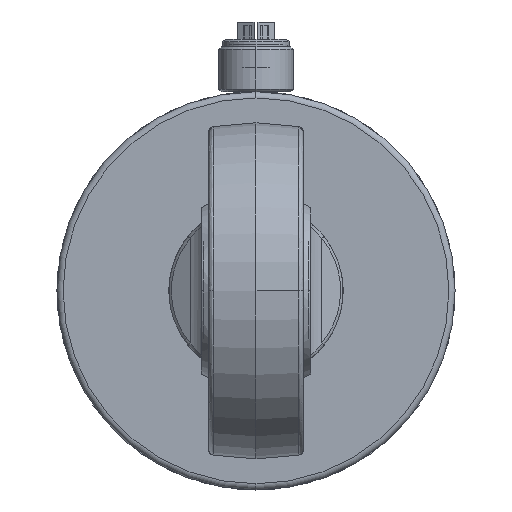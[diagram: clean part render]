
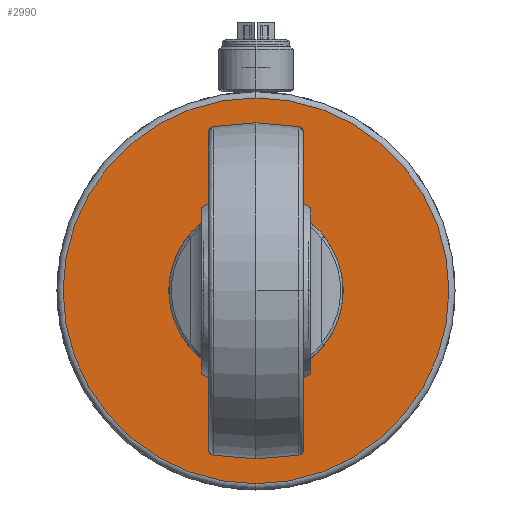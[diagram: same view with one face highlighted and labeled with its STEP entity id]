
A CAD part, left-side view. The second image highlights one B-rep face of the part: STEP entity #2990.
In plain terms, the highlighted planar face has unit normal (-1, 0, 0).
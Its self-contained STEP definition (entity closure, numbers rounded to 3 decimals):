
#646 = FACE_OUTER_BOUND ( 'NONE', #12257, .T. ) ;
#891 = DIRECTION ( 'NONE',  ( -1., 0., 0. ) ) ;
#1138 = CIRCLE ( 'NONE', #25936, 77.5 ) ;
#2412 = CARTESIAN_POINT ( 'NONE',  ( -16., 0., 0. ) ) ;
#2990 = ADVANCED_FACE ( 'NONE', ( #646, #8773 ), #4968, .T. ) ;
#2995 = DIRECTION ( 'NONE',  ( 0., 0., 1. ) ) ;
#3015 = VERTEX_POINT ( 'NONE', #5616 ) ;
#3029 = DIRECTION ( 'NONE',  ( 0., 0., -1. ) ) ;
#3081 = CARTESIAN_POINT ( 'NONE',  ( -16., 0., -3. ) ) ;
#3419 = EDGE_CURVE ( 'NONE', #25842, #22883, #4596, .T. ) ;
#3751 = AXIS2_PLACEMENT_3D ( 'NONE', #17370, #6713, #3029 ) ;
#3959 = DIRECTION ( 'NONE',  ( 1., 0., 0. ) ) ;
#4596 = CIRCLE ( 'NONE', #3751, 3. ) ;
#4844 = DIRECTION ( 'NONE',  ( -1., 0., 0. ) ) ;
#4968 = PLANE ( 'NONE',  #6663 ) ;
#5172 = EDGE_CURVE ( 'NONE', #23051, #3015, #23272, .T. ) ;
#5616 = CARTESIAN_POINT ( 'NONE',  ( -16., 0., 77.5 ) ) ;
#6348 = DIRECTION ( 'NONE',  ( 0., 0., 1. ) ) ;
#6663 = AXIS2_PLACEMENT_3D ( 'NONE', #16822, #4844, #2995 ) ;
#6713 = DIRECTION ( 'NONE',  ( 1., 0., 0. ) ) ;
#6806 = ORIENTED_EDGE ( 'NONE', *, *, #19874, .T. ) ;
#8345 = ORIENTED_EDGE ( 'NONE', *, *, #3419, .T. ) ;
#8773 = FACE_BOUND ( 'NONE', #26007, .T. ) ;
#8886 = DIRECTION ( 'NONE',  ( 0., 0., 1. ) ) ;
#10028 = ORIENTED_EDGE ( 'NONE', *, *, #5172, .T. ) ;
#12257 = EDGE_LOOP ( 'NONE', ( #6806, #10028 ) ) ;
#12291 = CARTESIAN_POINT ( 'NONE',  ( -16., 0., 3. ) ) ;
#14695 = CARTESIAN_POINT ( 'NONE',  ( -16., 0., 0. ) ) ;
#14810 = ORIENTED_EDGE ( 'NONE', *, *, #25501, .T. ) ;
#15293 = AXIS2_PLACEMENT_3D ( 'NONE', #2412, #24125, #6348 ) ;
#15921 = AXIS2_PLACEMENT_3D ( 'NONE', #21998, #3959, #18036 ) ;
#16822 = CARTESIAN_POINT ( 'NONE',  ( -16., 0., 77.5 ) ) ;
#17370 = CARTESIAN_POINT ( 'NONE',  ( -16., 0., 0. ) ) ;
#17937 = CARTESIAN_POINT ( 'NONE',  ( -16., 0., -77.5 ) ) ;
#18036 = DIRECTION ( 'NONE',  ( 0., 0., -1. ) ) ;
#19874 = EDGE_CURVE ( 'NONE', #3015, #23051, #1138, .T. ) ;
#21414 = CIRCLE ( 'NONE', #15921, 3. ) ;
#21998 = CARTESIAN_POINT ( 'NONE',  ( -16., 0., 0. ) ) ;
#22883 = VERTEX_POINT ( 'NONE', #12291 ) ;
#23051 = VERTEX_POINT ( 'NONE', #17937 ) ;
#23272 = CIRCLE ( 'NONE', #15293, 77.5 ) ;
#24125 = DIRECTION ( 'NONE',  ( -1., 0., 0. ) ) ;
#25501 = EDGE_CURVE ( 'NONE', #22883, #25842, #21414, .T. ) ;
#25842 = VERTEX_POINT ( 'NONE', #3081 ) ;
#25936 = AXIS2_PLACEMENT_3D ( 'NONE', #14695, #891, #8886 ) ;
#26007 = EDGE_LOOP ( 'NONE', ( #8345, #14810 ) ) ;
